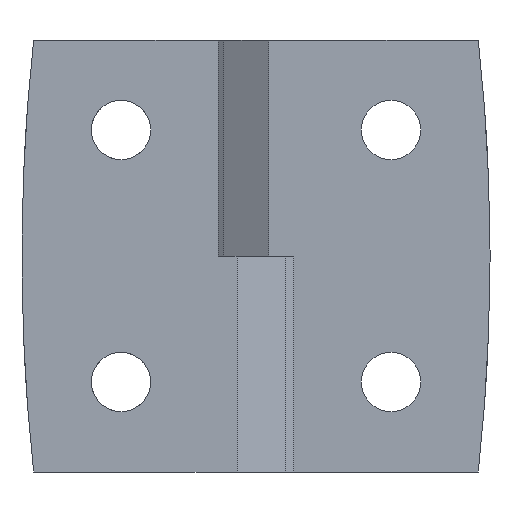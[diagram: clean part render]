
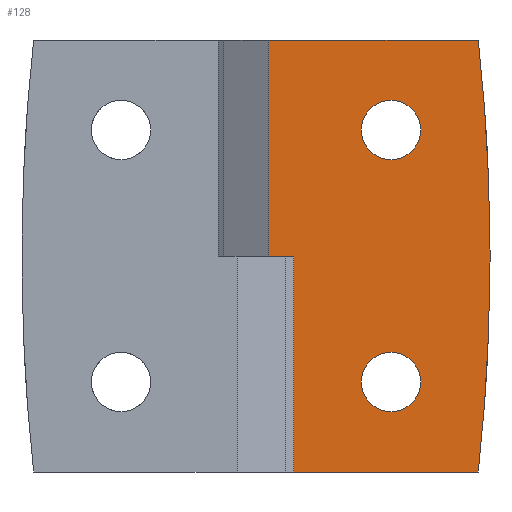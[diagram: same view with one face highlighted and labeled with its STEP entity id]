
A CAD part, front view. The second image highlights one B-rep face of the part: STEP entity #128.
In plain terms, the highlighted planar face has unit normal (0, -1, 0).
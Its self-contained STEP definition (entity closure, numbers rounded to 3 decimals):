
#128 = ADVANCED_FACE( '', ( #254, #255, #256 ), #257, .F. );
#254 = FACE_BOUND( '', #396, .T. );
#255 = FACE_BOUND( '', #397, .T. );
#256 = FACE_OUTER_BOUND( '', #398, .T. );
#257 = PLANE( '', #399 );
#396 = EDGE_LOOP( '', ( #574 ) );
#397 = EDGE_LOOP( '', ( #575 ) );
#398 = EDGE_LOOP( '', ( #576, #577, #578, #579, #580, #581, #582, #583 ) );
#399 = AXIS2_PLACEMENT_3D( '', #584, #585, #586 );
#574 = ORIENTED_EDGE( '', *, *, #810, .T. );
#575 = ORIENTED_EDGE( '', *, *, #830, .T. );
#576 = ORIENTED_EDGE( '', *, *, #831, .T. );
#577 = ORIENTED_EDGE( '', *, *, #779, .T. );
#578 = ORIENTED_EDGE( '', *, *, #832, .F. );
#579 = ORIENTED_EDGE( '', *, *, #799, .T. );
#580 = ORIENTED_EDGE( '', *, *, #833, .F. );
#581 = ORIENTED_EDGE( '', *, *, #834, .T. );
#582 = ORIENTED_EDGE( '', *, *, #835, .T. );
#583 = ORIENTED_EDGE( '', *, *, #836, .T. );
#584 = CARTESIAN_POINT( '', ( 1.4, -9., 24. ) );
#585 = DIRECTION( '', ( 0., 1., 0. ) );
#586 = DIRECTION( '', ( 0., 0., 1. ) );
#779 = EDGE_CURVE( '', #891, #892, #893, .F. );
#799 = EDGE_CURVE( '', #928, #926, #929, .F. );
#810 = EDGE_CURVE( '', #945, #945, #946, .T. );
#830 = EDGE_CURVE( '', #978, #978, #979, .T. );
#831 = EDGE_CURVE( '', #980, #891, #981, .T. );
#832 = EDGE_CURVE( '', #928, #892, #982, .T. );
#833 = EDGE_CURVE( '', #983, #926, #984, .T. );
#834 = EDGE_CURVE( '', #983, #985, #986, .T. );
#835 = EDGE_CURVE( '', #985, #987, #988, .T. );
#836 = EDGE_CURVE( '', #987, #980, #989, .T. );
#891 = VERTEX_POINT( '', #1059 );
#892 = VERTEX_POINT( '', #1060 );
#893 = CIRCLE( '', #1061, 222.207 );
#926 = VERTEX_POINT( '', #1193 );
#928 = VERTEX_POINT( '', #1196 );
#929 = CIRCLE( '', #1197, 222.207 );
#945 = VERTEX_POINT( '', #1216 );
#946 = CIRCLE( '', #1217, 3.3 );
#978 = VERTEX_POINT( '', #1340 );
#979 = CIRCLE( '', #1341, 3.3 );
#980 = VERTEX_POINT( '', #1342 );
#981 = LINE( '', #1343, #1344 );
#982 = LINE( '', #1345, #1346 );
#983 = VERTEX_POINT( '', #1347 );
#984 = LINE( '', #1348, #1349 );
#985 = VERTEX_POINT( '', #1350 );
#986 = LINE( '', #1351, #1352 );
#987 = VERTEX_POINT( '', #1353 );
#988 = LINE( '', #1354, #1355 );
#989 = LINE( '', #1356, #1357 );
#1059 = CARTESIAN_POINT( '', ( 24.701, -9., -24. ) );
#1060 = CARTESIAN_POINT( '', ( 26., -9., -0.667 ) );
#1061 = AXIS2_PLACEMENT_3D( '', #1616, #1617, #1618 );
#1193 = CARTESIAN_POINT( '', ( 24.701, -9., 24. ) );
#1196 = CARTESIAN_POINT( '', ( 26., -9., 0.667 ) );
#1197 = AXIS2_PLACEMENT_3D( '', #1638, #1639, #1640 );
#1216 = CARTESIAN_POINT( '', ( 15., -9., -10.7 ) );
#1217 = AXIS2_PLACEMENT_3D( '', #1656, #1657, #1658 );
#1340 = CARTESIAN_POINT( '', ( 15., -9., 17.3 ) );
#1341 = AXIS2_PLACEMENT_3D( '', #1685, #1686, #1687 );
#1342 = CARTESIAN_POINT( '', ( 4.2, -9., -24. ) );
#1343 = CARTESIAN_POINT( '', ( 1.4, -9., -24. ) );
#1344 = VECTOR( '', #1688, 1000. );
#1345 = CARTESIAN_POINT( '', ( 26., -9., 24. ) );
#1346 = VECTOR( '', #1689, 1000. );
#1347 = CARTESIAN_POINT( '', ( 1.4, -9., 24. ) );
#1348 = CARTESIAN_POINT( '', ( 1.4, -9., 24. ) );
#1349 = VECTOR( '', #1690, 1000. );
#1350 = CARTESIAN_POINT( '', ( 1.4, -9., 0. ) );
#1351 = CARTESIAN_POINT( '', ( 1.4, -9., 24. ) );
#1352 = VECTOR( '', #1691, 1000. );
#1353 = CARTESIAN_POINT( '', ( 4.2, -9., 0. ) );
#1354 = CARTESIAN_POINT( '', ( 1.4, -9., 0. ) );
#1355 = VECTOR( '', #1692, 1000. );
#1356 = CARTESIAN_POINT( '', ( 4.2, -9., 24. ) );
#1357 = VECTOR( '', #1693, 1000. );
#1616 = CARTESIAN_POINT( '', ( -196.206, -9., 0. ) );
#1617 = DIRECTION( '', ( 0., 1., 0. ) );
#1618 = DIRECTION( '', ( 0., 0., 1. ) );
#1638 = CARTESIAN_POINT( '', ( -196.206, -9., 0. ) );
#1639 = DIRECTION( '', ( 0., 1., 0. ) );
#1640 = DIRECTION( '', ( 0., 0., 1. ) );
#1656 = CARTESIAN_POINT( '', ( 15., -9., -14. ) );
#1657 = DIRECTION( '', ( 0., 1., 0. ) );
#1658 = DIRECTION( '', ( 0., 0., 1. ) );
#1685 = CARTESIAN_POINT( '', ( 15., -9., 14. ) );
#1686 = DIRECTION( '', ( 0., 1., 0. ) );
#1687 = DIRECTION( '', ( 0., 0., 1. ) );
#1688 = DIRECTION( '', ( 1., 0., 0. ) );
#1689 = DIRECTION( '', ( 0., 0., -1. ) );
#1690 = DIRECTION( '', ( 1., 0., 0. ) );
#1691 = DIRECTION( '', ( 0., 0., -1. ) );
#1692 = DIRECTION( '', ( 1., 0., 0. ) );
#1693 = DIRECTION( '', ( 0., 0., -1. ) );
